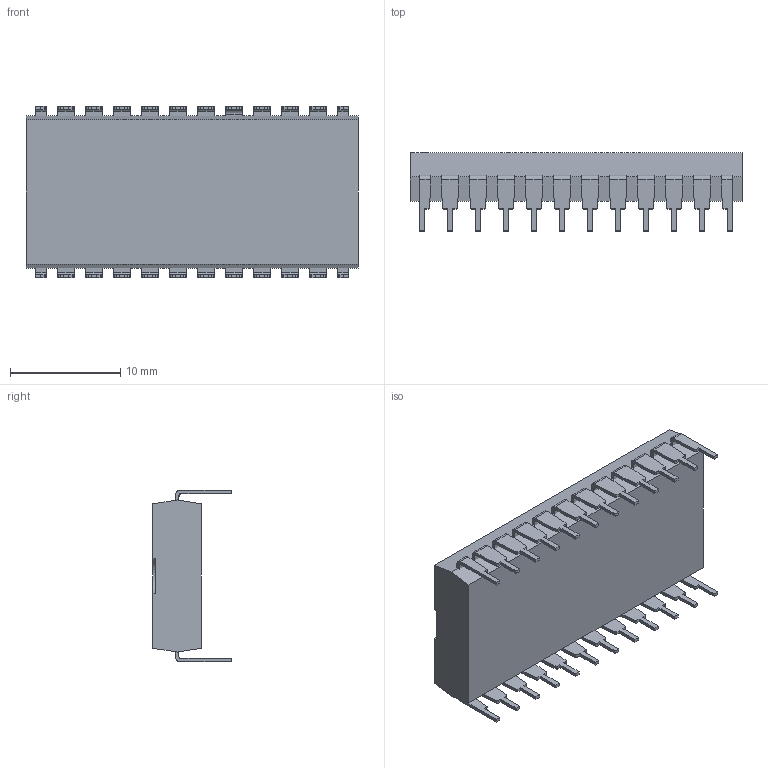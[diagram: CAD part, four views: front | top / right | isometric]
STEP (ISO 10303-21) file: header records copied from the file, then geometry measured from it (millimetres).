
FILE_DESCRIPTION(/* description */ (''),/* implementation_level */ '2;1');
FILE_NAME(/* name */ 'IC DIP Wide 24-pin.step',/* time_stamp */ '2019-03-12T08:37:18+11:00',/* author */ ('austfox'),/* organization */ (''),/* preprocessor_version */ 'ST-DEVELOPER v17.2',/* originating_system */ 'Autodesk Translation Framework v7.6.0.251',/* authorisation */ '');
FILE_SCHEMA (('AUTOMOTIVE_DESIGN { 1 0 10303 214 3 1 1 }'));
Length unit declared in the file: millimetre
Products named in the file (1): IC DIP Wide 24-pin
Bounding box: 30.12 x 7.1 x 15.54 mm (x, y, z)
Volume: 1834.9 mm3; surface area: 1645.4 mm2
Topology: 25 solids, 25 shells, 426 faces, 1128 edges, 752 vertices
Faces by surface type: plane 333, cylinder 93
Entity records: 13114 total; most frequent: CARTESIAN_POINT 2307, ORIENTED_EDGE 2256, DIRECTION 2168, EDGE_CURVE 1128, LINE 942, VECTOR 942, VERTEX_POINT 752, AXIS2_PLACEMENT_3D 613
